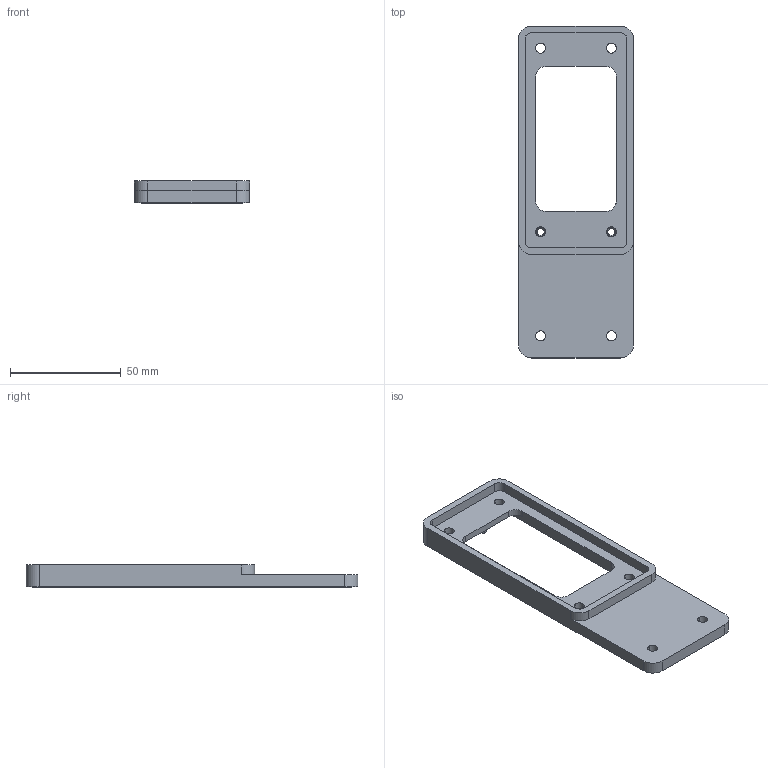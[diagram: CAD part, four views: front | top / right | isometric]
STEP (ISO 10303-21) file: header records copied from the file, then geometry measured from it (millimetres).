
FILE_DESCRIPTION(('CATIA V5 STEP Exchange','CAx-IF Rec.Pracs.--- Model Styling and Organization---1.4--- 2014-01-23'),'2;1');
FILE_NAME ('018375-3_1_1665000000_1665000000.stp','2019-08-21T07:28:13+00:00',('none'),('Weidmueller'),'CATIA Version 5-6 Release 2016 SP3 HF44','CATIA V5 STEP AP214','none');
FILE_SCHEMA(('AUTOMOTIVE_DESIGN { 1 0 10303 214 1 1 1 1 }'));
Length unit declared in the file: millimetre
Products named in the file (1): 1665000000
Bounding box: 52 x 150 x 10.1 mm (x, y, z)
Volume: 28269.7 mm3; surface area: 20135.5 mm2
Topology: 4 solids, 4 shells, 173 faces, 472 edges, 312 vertices
Faces by surface type: plane 95, cylinder 66, cone 12
Entity records: 6193 total; most frequent: CARTESIAN_POINT 1726, ORIENTED_EDGE 944, DIRECTION 733, EDGE_CURVE 472, VECTOR 324, LINE 324, VERTEX_POINT 312, AXIS2_PLACEMENT_3D 253
